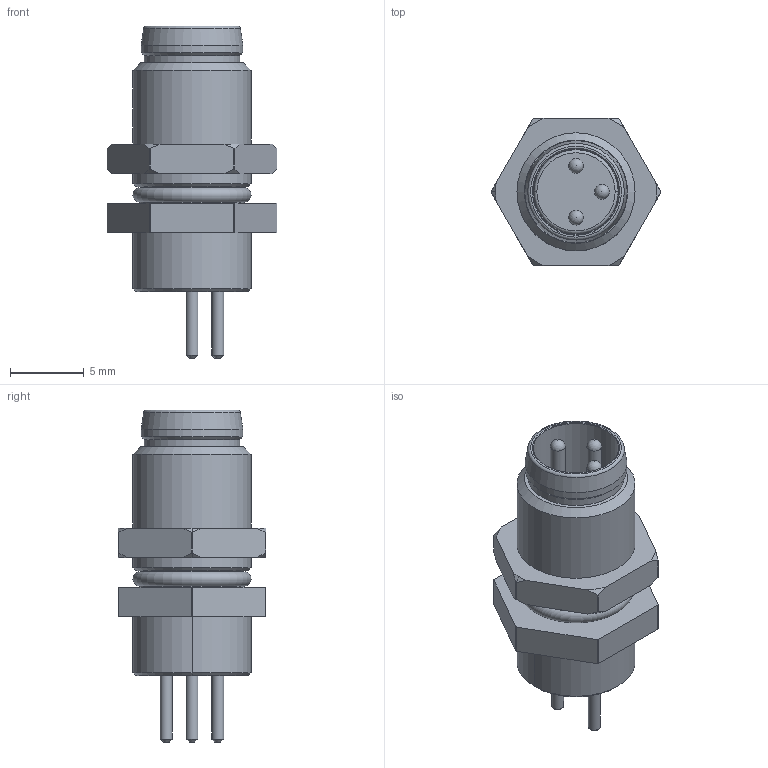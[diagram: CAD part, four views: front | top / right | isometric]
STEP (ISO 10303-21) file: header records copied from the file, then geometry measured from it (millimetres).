
FILE_DESCRIPTION(/* description */ (''),/* implementation_level */ '2;1');
FILE_NAME(/* name */ 'FSZ31-P-M8.stp',/* time_stamp */ '2018-06-13T13:35:49+08:00',/* author */ (''),/* organization */ (''),/* preprocessor_version */ 'ST-DEVELOPER v14',/* originating_system */ 'SIEMENS PLM Software NX 8.0',/* authorisation */ '');
FILE_SCHEMA (('AUTOMOTIVE_DESIGN { 1 0 10303 214 3 1 1 1 }'));
Length unit declared in the file: millimetre
Products named in the file (1): DELL1D0C44658xua
Bounding box: 11.5 x 10 x 22.5 mm (x, y, z)
Volume: 877.7 mm3; surface area: 1110.7 mm2
Topology: 1 solids, 6 shells, 120 faces, 287 edges, 183 vertices
Faces by surface type: cylinder 46, plane 28, cone 26, torus 17, sphere 3
Full cylindrical faces by diameter (mm): 0.8 x3, 1 x3, 5.8 x5, 6.5 x1, 6.9 x1, 7 x1, 8 x2
Entity records: 3835 total; most frequent: CARTESIAN_POINT 628, DIRECTION 610, ORIENTED_EDGE 500, AXIS2_PLACEMENT_3D 263, EDGE_CURVE 250, VERTEX_POINT 185, EDGE_LOOP 171, CIRCLE 142
